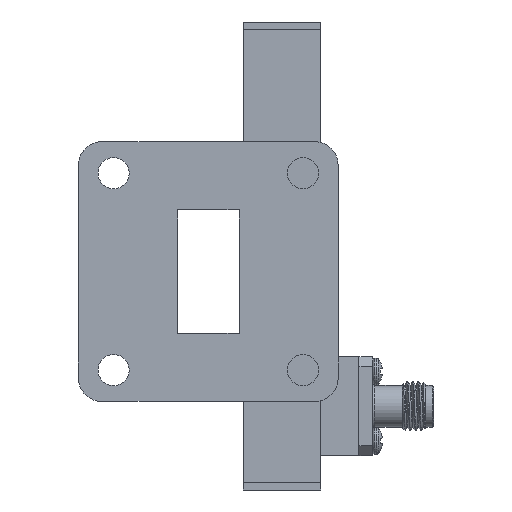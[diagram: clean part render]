
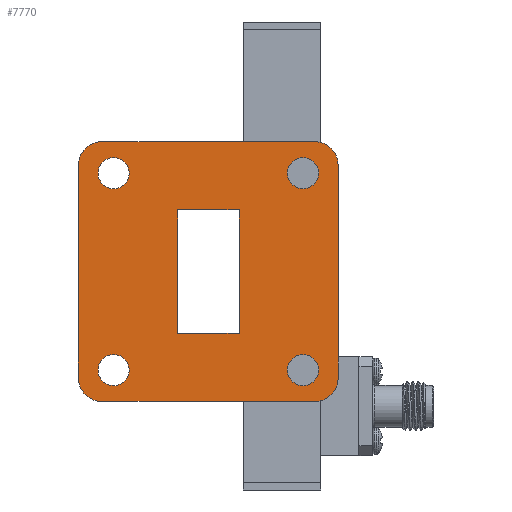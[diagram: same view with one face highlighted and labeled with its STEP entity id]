
A CAD part, left-side view. The second image highlights one B-rep face of the part: STEP entity #7770.
In plain terms, the highlighted planar face has unit normal (-1, 0, 0).
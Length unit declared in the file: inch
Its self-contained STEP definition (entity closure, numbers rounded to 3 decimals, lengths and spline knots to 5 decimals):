
#27 = EDGE_CURVE ( 'NONE', #11247, #9584, #7829, .T. ) ;
#91 = CARTESIAN_POINT ( 'NONE',  ( -0.98425, -0.15549, -0.311 ) ) ;
#129 = EDGE_CURVE ( 'NONE', #15367, #11247, #14504, .T. ) ;
#352 = LINE ( 'NONE', #13838, #8532 ) ;
#362 = DIRECTION ( 'NONE',  ( 0., -1., 0. ) ) ;
#410 = DIRECTION ( 'NONE',  ( -1., 0., 0. ) ) ;
#803 = EDGE_CURVE ( 'NONE', #6450, #1086, #14703, .T. ) ;
#904 = CARTESIAN_POINT ( 'NONE',  ( -0.98425, 0.65551, 0.5374 ) ) ;
#963 = CARTESIAN_POINT ( 'NONE',  ( -0.98425, -0.5374, 0.65551 ) ) ;
#1032 = DIRECTION ( 'NONE',  ( -1., 0., 0. ) ) ;
#1086 = VERTEX_POINT ( 'NONE', #7438 ) ;
#1201 = DIRECTION ( 'NONE',  ( 0., 0., 1. ) ) ;
#1283 = CIRCLE ( 'NONE', #11369, 0.11811 ) ;
#1404 = ORIENTED_EDGE ( 'NONE', *, *, #15019, .F. ) ;
#1576 = CARTESIAN_POINT ( 'NONE',  ( -0.98425, 0.5374, -0.65551 ) ) ;
#1592 = EDGE_CURVE ( 'NONE', #12311, #12311, #5468, .T. ) ;
#1753 = AXIS2_PLACEMENT_3D ( 'NONE', #11686, #9401, #9162 ) ;
#1890 = CARTESIAN_POINT ( 'NONE',  ( -0.98425, 0.15549, -0.311 ) ) ;
#2062 = ORIENTED_EDGE ( 'NONE', *, *, #27, .F. ) ;
#2218 = DIRECTION ( 'NONE',  ( 0., 0., -1. ) ) ;
#2274 = CARTESIAN_POINT ( 'NONE',  ( -0.98425, -0.47795, 0.57579 ) ) ;
#2419 = ORIENTED_EDGE ( 'NONE', *, *, #8730, .F. ) ;
#2689 = CARTESIAN_POINT ( 'NONE',  ( -0.98425, 0.47795, 0.49705 ) ) ;
#2745 = EDGE_LOOP ( 'NONE', ( #4151, #12544, #7159, #10442, #3700, #4987, #2751, #2869 ) ) ;
#2751 = ORIENTED_EDGE ( 'NONE', *, *, #14503, .T. ) ;
#2851 = VERTEX_POINT ( 'NONE', #6469 ) ;
#2869 = ORIENTED_EDGE ( 'NONE', *, *, #3008, .T. ) ;
#2969 = VERTEX_POINT ( 'NONE', #904 ) ;
#3008 = EDGE_CURVE ( 'NONE', #6355, #6450, #14321, .T. ) ;
#3075 = DIRECTION ( 'NONE',  ( 0., 0., -1. ) ) ;
#3147 = CARTESIAN_POINT ( 'NONE',  ( -0.98425, 0.5374, 0.5374 ) ) ;
#3305 = AXIS2_PLACEMENT_3D ( 'NONE', #9649, #14439, #3648 ) ;
#3317 = VECTOR ( 'NONE', #13041, 39.37008 ) ;
#3606 = ORIENTED_EDGE ( 'NONE', *, *, #1592, .F. ) ;
#3648 = DIRECTION ( 'NONE',  ( 0., 0., 1. ) ) ;
#3700 = ORIENTED_EDGE ( 'NONE', *, *, #10990, .T. ) ;
#3795 = LINE ( 'NONE', #3946, #6301 ) ;
#3921 = EDGE_LOOP ( 'NONE', ( #3606 ) ) ;
#3946 = CARTESIAN_POINT ( 'NONE',  ( -0.98425, -0.15549, 0.311 ) ) ;
#4125 = EDGE_CURVE ( 'NONE', #13654, #13654, #13815, .T. ) ;
#4151 = ORIENTED_EDGE ( 'NONE', *, *, #803, .T. ) ;
#4202 = CARTESIAN_POINT ( 'NONE',  ( -0.98425, 0.65551, -0.65551 ) ) ;
#4287 = DIRECTION ( 'NONE',  ( 0., 0., -1. ) ) ;
#4514 = FACE_OUTER_BOUND ( 'NONE', #2745, .T. ) ;
#4613 = DIRECTION ( 'NONE',  ( -1., 0., 0. ) ) ;
#4987 = ORIENTED_EDGE ( 'NONE', *, *, #9379, .T. ) ;
#5002 = EDGE_CURVE ( 'NONE', #2851, #2851, #7582, .T. ) ;
#5209 = DIRECTION ( 'NONE',  ( 0., 0., -1. ) ) ;
#5231 = CIRCLE ( 'NONE', #14055, 0.07874 ) ;
#5340 = CARTESIAN_POINT ( 'NONE',  ( -0.98425, -0.15549, -0.311 ) ) ;
#5468 = CIRCLE ( 'NONE', #10013, 0.07874 ) ;
#6066 = EDGE_CURVE ( 'NONE', #15057, #10867, #1283, .T. ) ;
#6301 = VECTOR ( 'NONE', #8598, 39.37008 ) ;
#6355 = VERTEX_POINT ( 'NONE', #7385 ) ;
#6430 = ORIENTED_EDGE ( 'NONE', *, *, #8313, .F. ) ;
#6450 = VERTEX_POINT ( 'NONE', #1576 ) ;
#6469 = CARTESIAN_POINT ( 'NONE',  ( -0.98425, 0.47795, -0.41831 ) ) ;
#6549 = VERTEX_POINT ( 'NONE', #12531 ) ;
#6686 = DIRECTION ( 'NONE',  ( -1., 0., 0. ) ) ;
#6687 = DIRECTION ( 'NONE',  ( 0., 0., -1. ) ) ;
#6803 = DIRECTION ( 'NONE',  ( 0., 0., 1. ) ) ;
#6865 = CARTESIAN_POINT ( 'NONE',  ( -0.98425, 0.15549, 0.311 ) ) ;
#6876 = FACE_BOUND ( 'NONE', #3921, .T. ) ;
#7020 = VECTOR ( 'NONE', #9704, 39.37008 ) ;
#7044 = DIRECTION ( 'NONE',  ( 0., 0., -1. ) ) ;
#7159 = ORIENTED_EDGE ( 'NONE', *, *, #11758, .T. ) ;
#7385 = CARTESIAN_POINT ( 'NONE',  ( -0.98425, 0.65551, -0.5374 ) ) ;
#7438 = CARTESIAN_POINT ( 'NONE',  ( -0.98425, -0.5374, -0.65551 ) ) ;
#7549 = DIRECTION ( 'NONE',  ( 0., 0., 1. ) ) ;
#7556 = EDGE_CURVE ( 'NONE', #1086, #12446, #11067, .T. ) ;
#7571 = CARTESIAN_POINT ( 'NONE',  ( -0.98425, -0.65551, 0.65551 ) ) ;
#7574 = EDGE_LOOP ( 'NONE', ( #8124 ) ) ;
#7582 = CIRCLE ( 'NONE', #3305, 0.07874 ) ;
#7711 = VECTOR ( 'NONE', #4287, 39.37008 ) ;
#7748 = AXIS2_PLACEMENT_3D ( 'NONE', #3147, #6686, #3075 ) ;
#7770 = ADVANCED_FACE ( 'NONE', ( #4514, #9322, #10594, #14270, #9238, #6876 ), #11845, .F. ) ;
#7829 = LINE ( 'NONE', #10447, #8583 ) ;
#8124 = ORIENTED_EDGE ( 'NONE', *, *, #5002, .F. ) ;
#8273 = AXIS2_PLACEMENT_3D ( 'NONE', #2689, #8601, #1201 ) ;
#8313 = EDGE_CURVE ( 'NONE', #12505, #15367, #12694, .T. ) ;
#8532 = VECTOR ( 'NONE', #13759, 39.37008 ) ;
#8583 = VECTOR ( 'NONE', #6803, 39.37008 ) ;
#8598 = DIRECTION ( 'NONE',  ( 0., 1., 0. ) ) ;
#8601 = DIRECTION ( 'NONE',  ( -1., 0., 0. ) ) ;
#8675 = CARTESIAN_POINT ( 'NONE',  ( -0.98425, -0.47795, -0.49705 ) ) ;
#8730 = EDGE_CURVE ( 'NONE', #13077, #13077, #5231, .T. ) ;
#8920 = CARTESIAN_POINT ( 'NONE',  ( -0.98425, -0.5374, -0.5374 ) ) ;
#9042 = DIRECTION ( 'NONE',  ( -1., 0., 0. ) ) ;
#9152 = CARTESIAN_POINT ( 'NONE',  ( -0.98425, -0.65551, 0.5374 ) ) ;
#9162 = DIRECTION ( 'NONE',  ( 0., 1., 0. ) ) ;
#9238 = FACE_BOUND ( 'NONE', #10247, .T. ) ;
#9304 = CARTESIAN_POINT ( 'NONE',  ( -0.98425, -0.15549, 0.311 ) ) ;
#9322 = FACE_BOUND ( 'NONE', #14921, .T. ) ;
#9379 = EDGE_CURVE ( 'NONE', #6549, #2969, #14794, .T. ) ;
#9401 = DIRECTION ( 'NONE',  ( 1., 0., 0. ) ) ;
#9584 = VERTEX_POINT ( 'NONE', #9304 ) ;
#9649 = CARTESIAN_POINT ( 'NONE',  ( -0.98425, 0.47795, -0.49705 ) ) ;
#9704 = DIRECTION ( 'NONE',  ( 0., 1., 0. ) ) ;
#9825 = EDGE_LOOP ( 'NONE', ( #12508 ) ) ;
#9852 = ORIENTED_EDGE ( 'NONE', *, *, #129, .F. ) ;
#10013 = AXIS2_PLACEMENT_3D ( 'NONE', #8675, #14908, #14743 ) ;
#10024 = CARTESIAN_POINT ( 'NONE',  ( -0.98425, -0.47795, -0.41831 ) ) ;
#10247 = EDGE_LOOP ( 'NONE', ( #2419 ) ) ;
#10427 = CARTESIAN_POINT ( 'NONE',  ( -0.98425, 0.15549, -0.311 ) ) ;
#10442 = ORIENTED_EDGE ( 'NONE', *, *, #6066, .T. ) ;
#10447 = CARTESIAN_POINT ( 'NONE',  ( -0.98425, -0.15549, -0.311 ) ) ;
#10567 = AXIS2_PLACEMENT_3D ( 'NONE', #10616, #4613, #7044 ) ;
#10594 = FACE_BOUND ( 'NONE', #7574, .T. ) ;
#10616 = CARTESIAN_POINT ( 'NONE',  ( -0.98425, 0.5374, -0.5374 ) ) ;
#10867 = VERTEX_POINT ( 'NONE', #963 ) ;
#10990 = EDGE_CURVE ( 'NONE', #10867, #6549, #14580, .T. ) ;
#10991 = CARTESIAN_POINT ( 'NONE',  ( -0.98425, -0.65551, -0.5374 ) ) ;
#11067 = CIRCLE ( 'NONE', #11825, 0.11811 ) ;
#11181 = CARTESIAN_POINT ( 'NONE',  ( -0.98425, -0.47795, 0.49705 ) ) ;
#11247 = VERTEX_POINT ( 'NONE', #5340 ) ;
#11338 = CARTESIAN_POINT ( 'NONE',  ( -0.98425, -0.65551, -0.65551 ) ) ;
#11369 = AXIS2_PLACEMENT_3D ( 'NONE', #11523, #1032, #2218 ) ;
#11372 = CARTESIAN_POINT ( 'NONE',  ( -0.98425, 0.47795, 0.57579 ) ) ;
#11389 = LINE ( 'NONE', #4202, #7711 ) ;
#11523 = CARTESIAN_POINT ( 'NONE',  ( -0.98425, -0.5374, 0.5374 ) ) ;
#11686 = CARTESIAN_POINT ( 'NONE',  ( -0.98425, 0., 0. ) ) ;
#11758 = EDGE_CURVE ( 'NONE', #12446, #15057, #352, .T. ) ;
#11825 = AXIS2_PLACEMENT_3D ( 'NONE', #8920, #410, #5209 ) ;
#11845 = PLANE ( 'NONE',  #1753 ) ;
#12311 = VERTEX_POINT ( 'NONE', #10024 ) ;
#12446 = VERTEX_POINT ( 'NONE', #10991 ) ;
#12505 = VERTEX_POINT ( 'NONE', #6865 ) ;
#12508 = ORIENTED_EDGE ( 'NONE', *, *, #4125, .F. ) ;
#12531 = CARTESIAN_POINT ( 'NONE',  ( -0.98425, 0.5374, 0.65551 ) ) ;
#12544 = ORIENTED_EDGE ( 'NONE', *, *, #7556, .T. ) ;
#12694 = LINE ( 'NONE', #1890, #14093 ) ;
#13041 = DIRECTION ( 'NONE',  ( 0., -1., 0. ) ) ;
#13077 = VERTEX_POINT ( 'NONE', #2274 ) ;
#13654 = VERTEX_POINT ( 'NONE', #11372 ) ;
#13759 = DIRECTION ( 'NONE',  ( 0., 0., 1. ) ) ;
#13815 = CIRCLE ( 'NONE', #8273, 0.07874 ) ;
#13838 = CARTESIAN_POINT ( 'NONE',  ( -0.98425, -0.65551, -0.65551 ) ) ;
#14055 = AXIS2_PLACEMENT_3D ( 'NONE', #11181, #9042, #7549 ) ;
#14093 = VECTOR ( 'NONE', #6687, 39.37008 ) ;
#14270 = FACE_BOUND ( 'NONE', #9825, .T. ) ;
#14321 = CIRCLE ( 'NONE', #10567, 0.11811 ) ;
#14439 = DIRECTION ( 'NONE',  ( -1., 0., 0. ) ) ;
#14503 = EDGE_CURVE ( 'NONE', #2969, #6355, #11389, .T. ) ;
#14504 = LINE ( 'NONE', #91, #3317 ) ;
#14580 = LINE ( 'NONE', #7571, #7020 ) ;
#14638 = VECTOR ( 'NONE', #362, 39.37008 ) ;
#14703 = LINE ( 'NONE', #11338, #14638 ) ;
#14743 = DIRECTION ( 'NONE',  ( 0., 0., 1. ) ) ;
#14794 = CIRCLE ( 'NONE', #7748, 0.11811 ) ;
#14908 = DIRECTION ( 'NONE',  ( -1., 0., 0. ) ) ;
#14921 = EDGE_LOOP ( 'NONE', ( #6430, #1404, #2062, #9852 ) ) ;
#15019 = EDGE_CURVE ( 'NONE', #9584, #12505, #3795, .T. ) ;
#15057 = VERTEX_POINT ( 'NONE', #9152 ) ;
#15367 = VERTEX_POINT ( 'NONE', #10427 ) ;
